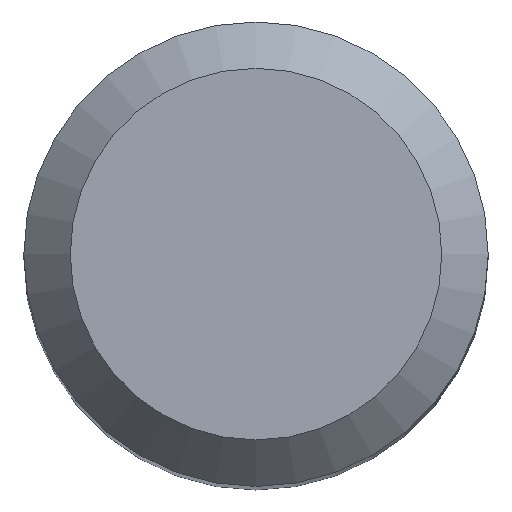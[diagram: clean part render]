
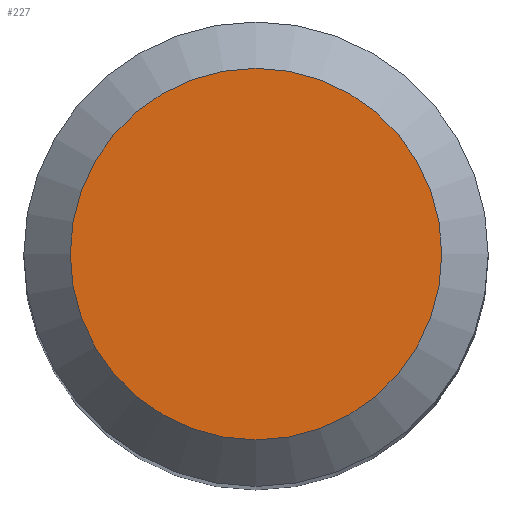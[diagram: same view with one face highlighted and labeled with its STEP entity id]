
A CAD part, top view. The second image highlights one B-rep face of the part: STEP entity #227.
In plain terms, the highlighted planar face has unit normal (0, 0, 1).
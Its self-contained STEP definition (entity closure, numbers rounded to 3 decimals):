
#6 = AXIS2_PLACEMENT_3D ( 'NONE', #73, #158, #202 ) ;
#8 = ORIENTED_EDGE ( 'NONE', *, *, #157, .F. ) ;
#10 = EDGE_LOOP ( 'NONE', ( #8 ) ) ;
#73 = CARTESIAN_POINT ( 'NONE',  ( 0., 0., 25. ) ) ;
#145 = CARTESIAN_POINT ( 'NONE',  ( 0., 1.6, 25. ) ) ;
#157 = EDGE_CURVE ( 'NONE', #236, #236, #298, .T. ) ;
#158 = DIRECTION ( 'NONE',  ( 0., 0., -1. ) ) ;
#185 = DIRECTION ( 'NONE',  ( 0., 0., -1. ) ) ;
#202 = DIRECTION ( 'NONE',  ( 0., 1., 0. ) ) ;
#205 = FACE_OUTER_BOUND ( 'NONE', #10, .T. ) ;
#222 = AXIS2_PLACEMENT_3D ( 'NONE', #275, #185, #229 ) ;
#227 = ADVANCED_FACE ( 'NONE', ( #205 ), #301, .F. ) ;
#229 = DIRECTION ( 'NONE',  ( 0., 1., 0. ) ) ;
#236 = VERTEX_POINT ( 'NONE', #145 ) ;
#275 = CARTESIAN_POINT ( 'NONE',  ( 0., 0., 25. ) ) ;
#298 = CIRCLE ( 'NONE', #222, 1.6 ) ;
#301 = PLANE ( 'NONE',  #6 ) ;
